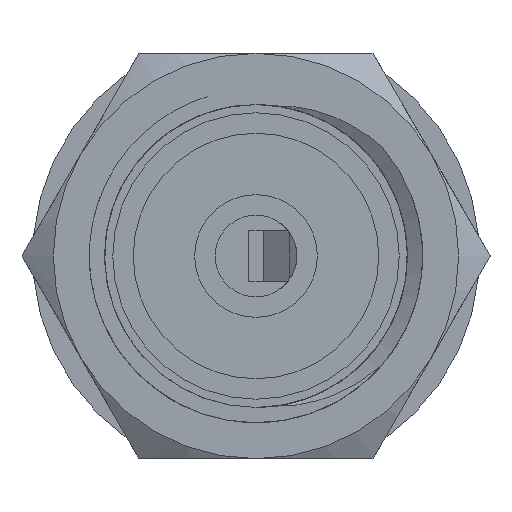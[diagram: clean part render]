
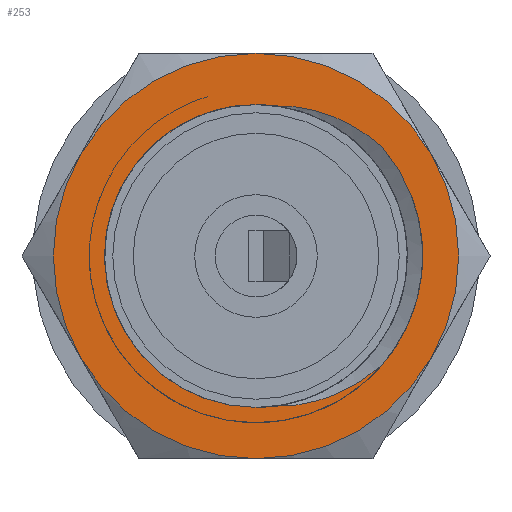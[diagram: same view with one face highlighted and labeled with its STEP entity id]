
A CAD part, front view. The second image highlights one B-rep face of the part: STEP entity #253.
In plain terms, the highlighted face is planar.
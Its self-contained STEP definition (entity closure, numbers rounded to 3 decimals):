
#31 = CIRCLE ( 'NONE', #3354, 1.981 ) ;
#39 = DIRECTION ( 'NONE',  ( 0., 0., 1. ) ) ;
#101 = ORIENTED_EDGE ( 'NONE', *, *, #1833, .T. ) ;
#113 = VERTEX_POINT ( 'NONE', #3469 ) ;
#141 = EDGE_CURVE ( 'NONE', #3680, #920, #3767, .T. ) ;
#197 = AXIS2_PLACEMENT_3D ( 'NONE', #745, #2195, #1263 ) ;
#198 = ORIENTED_EDGE ( 'NONE', *, *, #3165, .T. ) ;
#233 = CARTESIAN_POINT ( 'NONE',  ( 1.435, -0.575, 12.747 ) ) ;
#253 = ADVANCED_FACE ( 'NONE', ( #2460, #803 ), #1112, .T. ) ;
#269 = CARTESIAN_POINT ( 'NONE',  ( 1.471, -0.383, 12.747 ) ) ;
#271 = AXIS2_PLACEMENT_3D ( 'NONE', #2877, #1664, #1022 ) ;
#319 = CARTESIAN_POINT ( 'NONE',  ( 0.192, -1.63, 12.747 ) ) ;
#344 = VERTEX_POINT ( 'NONE', #2658 ) ;
#369 = CIRCLE ( 'NONE', #197, 1.48 ) ;
#383 = ORIENTED_EDGE ( 'NONE', *, *, #1729, .F. ) ;
#481 = ORIENTED_EDGE ( 'NONE', *, *, #3683, .T. ) ;
#513 = AXIS2_PLACEMENT_3D ( 'NONE', #3216, #3828, #2620 ) ;
#544 = CARTESIAN_POINT ( 'NONE',  ( 1.063, -1.236, 12.747 ) ) ;
#585 = CARTESIAN_POINT ( 'NONE',  ( -0.192, -1.63, 12.747 ) ) ;
#604 = DIRECTION ( 'NONE',  ( 1., 0., 0. ) ) ;
#698 = AXIS2_PLACEMENT_3D ( 'NONE', #1417, #3564, #2977 ) ;
#699 = CARTESIAN_POINT ( 'NONE',  ( -1.468, -0.19, 12.747 ) ) ;
#718 = EDGE_CURVE ( 'NONE', #2224, #344, #2454, .T. ) ;
#745 = CARTESIAN_POINT ( 'NONE',  ( 0., 0., 12.747 ) ) ;
#790 = CIRCLE ( 'NONE', #1373, 1.981 ) ;
#803 = FACE_BOUND ( 'NONE', #1786, .T. ) ;
#878 = DIRECTION ( 'NONE',  ( 1., 0., 0. ) ) ;
#908 = ORIENTED_EDGE ( 'NONE', *, *, #141, .T. ) ;
#920 = VERTEX_POINT ( 'NONE', #3021 ) ;
#983 = DIRECTION ( 'NONE',  ( 0., 0., 1. ) ) ;
#1022 = DIRECTION ( 'NONE',  ( 1., 0., 0. ) ) ;
#1025 = DIRECTION ( 'NONE',  ( 1., 0., 0. ) ) ;
#1112 = PLANE ( 'NONE',  #698 ) ;
#1212 = CARTESIAN_POINT ( 'NONE',  ( -1.063, -1.236, 12.747 ) ) ;
#1250 = DIRECTION ( 'NONE',  ( 0., 0., 1. ) ) ;
#1258 = EDGE_CURVE ( 'NONE', #2754, #1297, #369, .T. ) ;
#1263 = DIRECTION ( 'NONE',  ( 1., 0., 0. ) ) ;
#1283 = DIRECTION ( 'NONE',  ( 1., 0., 0. ) ) ;
#1297 = VERTEX_POINT ( 'NONE', #3109 ) ;
#1373 = AXIS2_PLACEMENT_3D ( 'NONE', #3101, #2765, #878 ) ;
#1417 = CARTESIAN_POINT ( 'NONE',  ( 0., 0., 12.747 ) ) ;
#1435 = EDGE_CURVE ( 'NONE', #1297, #344, #3559, .T. ) ;
#1445 = CARTESIAN_POINT ( 'NONE',  ( 1.191, -1.092, 12.747 ) ) ;
#1464 = CARTESIAN_POINT ( 'NONE',  ( 0.916, -1.363, 12.747 ) ) ;
#1516 = CARTESIAN_POINT ( 'NONE',  ( 0.386, -1.595, 12.747 ) ) ;
#1533 = CARTESIAN_POINT ( 'NONE',  ( -0.916, -1.363, 12.747 ) ) ;
#1566 = CARTESIAN_POINT ( 'NONE',  ( 0., 0., 12.747 ) ) ;
#1567 = CARTESIAN_POINT ( 'NONE',  ( 1.063, -1.236, 12.747 ) ) ;
#1610 = CARTESIAN_POINT ( 'NONE',  ( 1.48, 0., 12.747 ) ) ;
#1641 = CARTESIAN_POINT ( 'NONE',  ( -0.991, -1.716, 12.747 ) ) ;
#1654 = EDGE_CURVE ( 'NONE', #113, #3680, #3901, .T. ) ;
#1664 = DIRECTION ( 'NONE',  ( 0., 0., 1. ) ) ;
#1729 = EDGE_CURVE ( 'NONE', #3487, #2754, #2887, .T. ) ;
#1744 = ORIENTED_EDGE ( 'NONE', *, *, #1654, .T. ) ;
#1786 = EDGE_LOOP ( 'NONE', ( #383, #481, #101, #3776, #2573, #2899 ) ) ;
#1797 = AXIS2_PLACEMENT_3D ( 'NONE', #2535, #983, #1283 ) ;
#1833 = EDGE_CURVE ( 'NONE', #3235, #2224, #3028, .T. ) ;
#2003 = AXIS2_PLACEMENT_3D ( 'NONE', #2268, #3526, #1025 ) ;
#2086 = ORIENTED_EDGE ( 'NONE', *, *, #2252, .T. ) ;
#2149 = CIRCLE ( 'NONE', #3074, 1.981 ) ;
#2163 = CARTESIAN_POINT ( 'NONE',  ( -1.981, 0., 12.747 ) ) ;
#2164 = CARTESIAN_POINT ( 'NONE',  ( 0., 0., 12.747 ) ) ;
#2195 = DIRECTION ( 'NONE',  ( 0., 0., 1. ) ) ;
#2224 = VERTEX_POINT ( 'NONE', #1212 ) ;
#2226 = CARTESIAN_POINT ( 'NONE',  ( -1.435, -0.574, 12.747 ) ) ;
#2239 = CARTESIAN_POINT ( 'NONE',  ( -1.191, -1.092, 12.747 ) ) ;
#2248 = CARTESIAN_POINT ( 'NONE',  ( -1.294, -0.927, 12.747 ) ) ;
#2252 = EDGE_CURVE ( 'NONE', #2655, #2611, #3946, .T. ) ;
#2260 = CARTESIAN_POINT ( 'NONE',  ( -1.471, -0.383, 12.747 ) ) ;
#2268 = CARTESIAN_POINT ( 'NONE',  ( 0., 0., 12.747 ) ) ;
#2404 = CARTESIAN_POINT ( 'NONE',  ( 1.294, -0.928, 12.747 ) ) ;
#2454 = B_SPLINE_CURVE_WITH_KNOTS ( 'NONE', 3,
 ( #3480, #2239, #2248, #2226, #2260, #699 ),
 .UNSPECIFIED., .F., .F.,
 ( 4, 2, 4 ),
 ( 0., 0.001, 0.001 ),
 .UNSPECIFIED. ) ;
#2460 = FACE_OUTER_BOUND ( 'NONE', #3615, .T. ) ;
#2470 = CARTESIAN_POINT ( 'NONE',  ( 0., 0., 12.747 ) ) ;
#2478 = AXIS2_PLACEMENT_3D ( 'NONE', #2470, #1250, #604 ) ;
#2493 = DIRECTION ( 'NONE',  ( 1., 0., 0. ) ) ;
#2513 = B_SPLINE_CURVE_WITH_KNOTS ( 'NONE', 3,
 ( #3352, #269, #233, #2404, #1445, #544 ),
 .UNSPECIFIED., .F., .F.,
 ( 4, 2, 4 ),
 ( 0., 0.001, 0.001 ),
 .UNSPECIFIED. ) ;
#2535 = CARTESIAN_POINT ( 'NONE',  ( 0., 0., 12.747 ) ) ;
#2573 = ORIENTED_EDGE ( 'NONE', *, *, #1435, .F. ) ;
#2611 = VERTEX_POINT ( 'NONE', #2163 ) ;
#2613 = EDGE_CURVE ( 'NONE', #920, #2655, #31, .T. ) ;
#2620 = DIRECTION ( 'NONE',  ( 1., 0., 0. ) ) ;
#2633 = CARTESIAN_POINT ( 'NONE',  ( 1.468, -0.19, 12.747 ) ) ;
#2655 = VERTEX_POINT ( 'NONE', #3457 ) ;
#2658 = CARTESIAN_POINT ( 'NONE',  ( -1.468, -0.19, 12.747 ) ) ;
#2666 = VERTEX_POINT ( 'NONE', #1641 ) ;
#2717 = CARTESIAN_POINT ( 'NONE',  ( 1.063, -1.236, 12.747 ) ) ;
#2754 = VERTEX_POINT ( 'NONE', #1610 ) ;
#2765 = DIRECTION ( 'NONE',  ( 0., 0., 1. ) ) ;
#2777 = DIRECTION ( 'NONE',  ( 1., 0., 0. ) ) ;
#2877 = CARTESIAN_POINT ( 'NONE',  ( 0., 0., 12.747 ) ) ;
#2887 = CIRCLE ( 'NONE', #2003, 1.48 ) ;
#2899 = ORIENTED_EDGE ( 'NONE', *, *, #1258, .F. ) ;
#2977 = DIRECTION ( 'NONE',  ( 1., 0., 0. ) ) ;
#3020 = CARTESIAN_POINT ( 'NONE',  ( 1.981, 0., 12.747 ) ) ;
#3021 = CARTESIAN_POINT ( 'NONE',  ( 0.991, 1.716, 12.747 ) ) ;
#3028 = B_SPLINE_CURVE_WITH_KNOTS ( 'NONE', 3,
 ( #2717, #1464, #3067, #1516, #319, #585, #3681, #3989, #1533, #4000 ),
 .UNSPECIFIED., .F., .F.,
 ( 4, 2, 2, 2, 4 ),
 ( 0., 0.001, 0.001, 0.002, 0.002 ),
 .UNSPECIFIED. ) ;
#3067 = CARTESIAN_POINT ( 'NONE',  ( 0.746, -1.462, 12.747 ) ) ;
#3074 = AXIS2_PLACEMENT_3D ( 'NONE', #2164, #3661, #2777 ) ;
#3101 = CARTESIAN_POINT ( 'NONE',  ( 0., 0., 12.747 ) ) ;
#3109 = CARTESIAN_POINT ( 'NONE',  ( -1.48, 0., 12.747 ) ) ;
#3127 = EDGE_CURVE ( 'NONE', #2611, #2666, #790, .T. ) ;
#3141 = ORIENTED_EDGE ( 'NONE', *, *, #2613, .T. ) ;
#3165 = EDGE_CURVE ( 'NONE', #2666, #113, #2149, .T. ) ;
#3216 = CARTESIAN_POINT ( 'NONE',  ( 0., 0., 12.747 ) ) ;
#3235 = VERTEX_POINT ( 'NONE', #1567 ) ;
#3352 = CARTESIAN_POINT ( 'NONE',  ( 1.468, -0.19, 12.747 ) ) ;
#3354 = AXIS2_PLACEMENT_3D ( 'NONE', #1566, #39, #2493 ) ;
#3457 = CARTESIAN_POINT ( 'NONE',  ( -0.991, 1.716, 12.747 ) ) ;
#3469 = CARTESIAN_POINT ( 'NONE',  ( 0.991, -1.716, 12.747 ) ) ;
#3480 = CARTESIAN_POINT ( 'NONE',  ( -1.063, -1.236, 12.747 ) ) ;
#3487 = VERTEX_POINT ( 'NONE', #2633 ) ;
#3526 = DIRECTION ( 'NONE',  ( 0., 0., 1. ) ) ;
#3559 = CIRCLE ( 'NONE', #271, 1.48 ) ;
#3564 = DIRECTION ( 'NONE',  ( 0., 0., 1. ) ) ;
#3615 = EDGE_LOOP ( 'NONE', ( #1744, #908, #3141, #2086, #3740, #198 ) ) ;
#3661 = DIRECTION ( 'NONE',  ( 0., 0., 1. ) ) ;
#3680 = VERTEX_POINT ( 'NONE', #3020 ) ;
#3681 = CARTESIAN_POINT ( 'NONE',  ( -0.386, -1.595, 12.747 ) ) ;
#3683 = EDGE_CURVE ( 'NONE', #3487, #3235, #2513, .T. ) ;
#3740 = ORIENTED_EDGE ( 'NONE', *, *, #3127, .T. ) ;
#3767 = CIRCLE ( 'NONE', #513, 1.981 ) ;
#3776 = ORIENTED_EDGE ( 'NONE', *, *, #718, .T. ) ;
#3828 = DIRECTION ( 'NONE',  ( 0., 0., 1. ) ) ;
#3901 = CIRCLE ( 'NONE', #1797, 1.981 ) ;
#3946 = CIRCLE ( 'NONE', #2478, 1.981 ) ;
#3989 = CARTESIAN_POINT ( 'NONE',  ( -0.746, -1.462, 12.747 ) ) ;
#4000 = CARTESIAN_POINT ( 'NONE',  ( -1.063, -1.236, 12.747 ) ) ;
